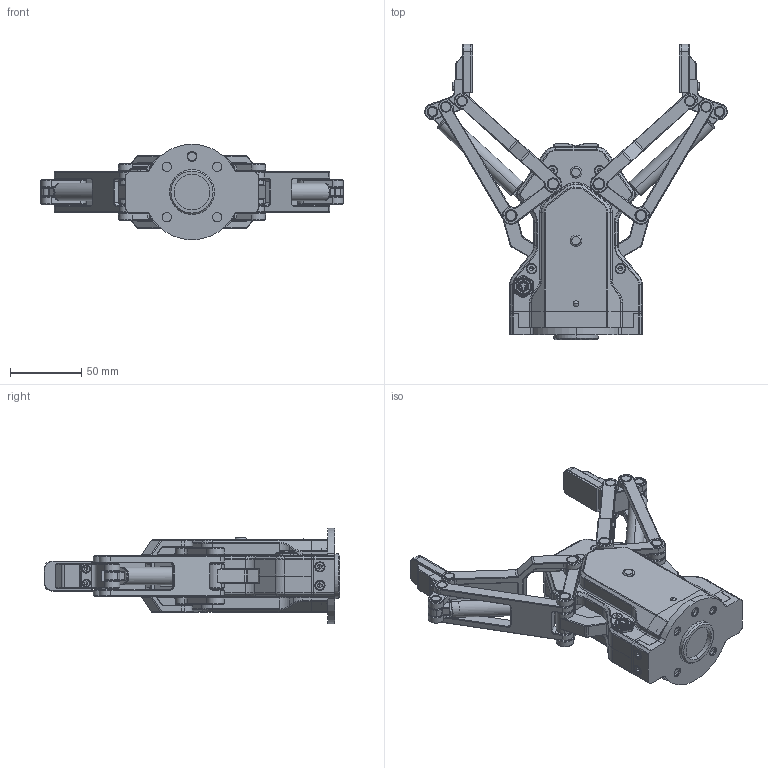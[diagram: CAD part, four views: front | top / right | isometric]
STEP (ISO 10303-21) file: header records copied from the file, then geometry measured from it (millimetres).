
FILE_DESCRIPTION (( 'STEP AP214' ), '1' );
FILE_NAME ('AG145-潠眢耀倰20220714載陔.STEP', '2022-07-14T03:04:14', ( '' ), ( '' ), 'SwSTEP 2.0', 'SolidWorks 2020', '' );
FILE_SCHEMA (( 'AUTOMOTIVE_DESIGN' ));
Length unit declared in the file: millimetre
Products named in the file (16): hexagon socket head cap screws gb_GB_FASTENER_SCREWS_HSHCS M4X8-N.STEP.STEP; AG145-潠眢耀倰.STEP; B.STEP.STEP; hexagon socket head cap screws gb_GB_FASTENER_SCREWS_HSHCS M3X5-N.STEP; FINGER_PROXIMAL_PHALANX_V3_29.STEP.STEP; FINGER_ADAPTIVE_LINK_v2_02_01_03_29.STEP.STEP; FLANGE.STEP.STEP; FINGER_PARALLEL_ROB_v2_02_01_03_29.STEP.STEP; AG145-________.STEP.STEP; G.STEP.STEP; AG145-潠眢耀倰20220714載陔; FINGER_DISTAL_PHALANX_v2_02_01_07_07.step.STEP; A1.STEP.STEP; F.STEP.STEP; A.STEP.STEP; 种
Assembly tree (31 placements, depth 4):
  AG145-潠眢耀倰20220714載陔
    AG145-潠眢耀倰.STEP
      AG145-________.STEP.STEP
        A.STEP.STEP
        G.STEP.STEP  x2
        B.STEP.STEP  x2
        FLANGE.STEP.STEP
        hexagon socket head cap screws gb_GB_FASTENER_SCREWS_HSHCS M4X8-N.STEP.STEP  x4
        F.STEP.STEP  x2
        FINGER_PARALLEL_ROB_v2_02_01_03_29.STEP.STEP  x2
        FINGER_ADAPTIVE_LINK_v2_02_01_03_29.STEP.STEP  x2
        FINGER_PROXIMAL_PHALANX_V3_29.STEP.STEP  x2
        A1.STEP.STEP
      FINGER_DISTAL_PHALANX_v2_02_01_07_07.step.STEP  x2
      hexagon socket head cap screws gb_GB_FASTENER_SCREWS_HSHCS M3X5-N.STEP  x4
    种  x4
Bounding box: 212.35 x 207.55 x 66.89 mm (x, y, z)
Volume: 156021.8 mm3; surface area: 136598.1 mm2
Topology: 38 solids, 113 shells, 2995 faces, 7316 edges, 4493 vertices
Faces by surface type: plane 1191, cylinder 835, cone 668, bspline 179, torus 122
Entity records: 91862 total; most frequent: CARTESIAN_POINT 47075, ORIENTED_EDGE 10187, DIRECTION 6883, EDGE_CURVE 5346, B_SPLINE_CURVE_WITH_KNOTS 3366, VERTEX_POINT 3346, AXIS2_PLACEMENT_3D 2897, EDGE_LOOP 2346
